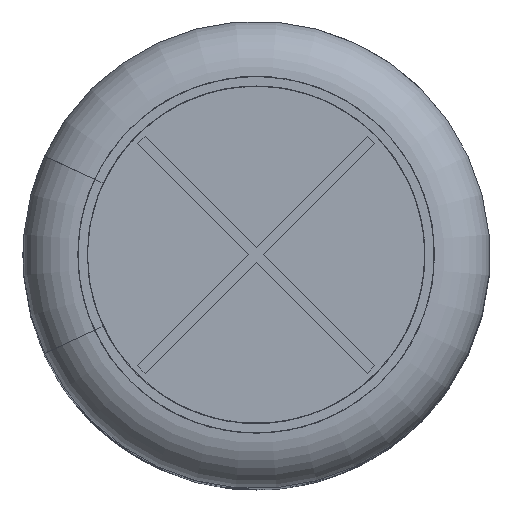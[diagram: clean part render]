
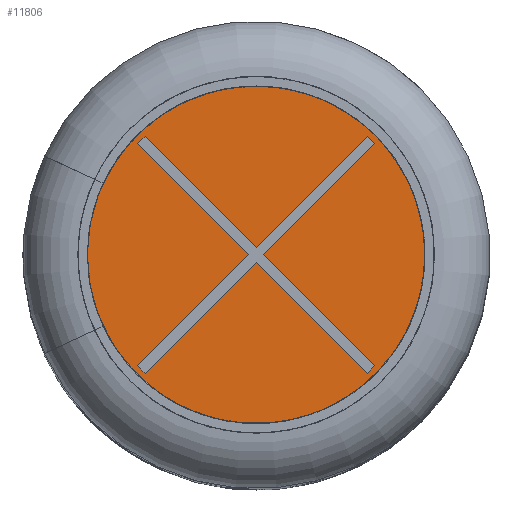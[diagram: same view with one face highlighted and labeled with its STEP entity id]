
A CAD part, top view. The second image highlights one B-rep face of the part: STEP entity #11806.
In plain terms, the highlighted planar face has unit normal (0, 0, 1).
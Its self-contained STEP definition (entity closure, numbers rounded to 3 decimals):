
#535=LINE('',#15016,#1210);
#536=LINE('',#15019,#1211);
#537=LINE('',#15021,#1212);
#538=LINE('',#15023,#1213);
#539=LINE('',#15025,#1214);
#540=LINE('',#15027,#1215);
#541=LINE('',#15029,#1216);
#542=LINE('',#15031,#1217);
#543=LINE('',#15033,#1218);
#544=LINE('',#15035,#1219);
#545=LINE('',#15037,#1220);
#546=LINE('',#15039,#1221);
#1210=VECTOR('',#12997,1000.);
#1211=VECTOR('',#12998,1000.);
#1212=VECTOR('',#12999,1000.);
#1213=VECTOR('',#13000,1000.);
#1214=VECTOR('',#13001,1000.);
#1215=VECTOR('',#13002,1000.);
#1216=VECTOR('',#13003,1000.);
#1217=VECTOR('',#13004,1000.);
#1218=VECTOR('',#13005,1000.);
#1219=VECTOR('',#13006,1000.);
#1220=VECTOR('',#13007,1000.);
#1221=VECTOR('',#13008,1000.);
#1885=ORIENTED_EDGE('',*,*,#4379,.F.);
#1886=ORIENTED_EDGE('',*,*,#4380,.T.);
#1887=ORIENTED_EDGE('',*,*,#4381,.T.);
#1888=ORIENTED_EDGE('',*,*,#4382,.T.);
#1889=ORIENTED_EDGE('',*,*,#4383,.T.);
#1890=ORIENTED_EDGE('',*,*,#4384,.T.);
#1891=ORIENTED_EDGE('',*,*,#4385,.T.);
#1892=ORIENTED_EDGE('',*,*,#4386,.T.);
#1893=ORIENTED_EDGE('',*,*,#4387,.T.);
#1894=ORIENTED_EDGE('',*,*,#4388,.T.);
#1895=ORIENTED_EDGE('',*,*,#4389,.T.);
#1896=ORIENTED_EDGE('',*,*,#4390,.T.);
#1897=ORIENTED_EDGE('',*,*,#4391,.T.);
#4379=EDGE_CURVE('',#5626,#5626,#6475,.T.);
#4380=EDGE_CURVE('',#5627,#5628,#535,.T.);
#4381=EDGE_CURVE('',#5628,#5629,#536,.T.);
#4382=EDGE_CURVE('',#5629,#5630,#537,.T.);
#4383=EDGE_CURVE('',#5630,#5631,#538,.T.);
#4384=EDGE_CURVE('',#5631,#5632,#539,.T.);
#4385=EDGE_CURVE('',#5632,#5633,#540,.T.);
#4386=EDGE_CURVE('',#5633,#5634,#541,.T.);
#4387=EDGE_CURVE('',#5634,#5635,#542,.T.);
#4388=EDGE_CURVE('',#5635,#5636,#543,.T.);
#4389=EDGE_CURVE('',#5636,#5637,#544,.T.);
#4390=EDGE_CURVE('',#5637,#5638,#545,.T.);
#4391=EDGE_CURVE('',#5638,#5627,#546,.T.);
#5626=VERTEX_POINT('',#15015);
#5627=VERTEX_POINT('',#15017);
#5628=VERTEX_POINT('',#15018);
#5629=VERTEX_POINT('',#15020);
#5630=VERTEX_POINT('',#15022);
#5631=VERTEX_POINT('',#15024);
#5632=VERTEX_POINT('',#15026);
#5633=VERTEX_POINT('',#15028);
#5634=VERTEX_POINT('',#15030);
#5635=VERTEX_POINT('',#15032);
#5636=VERTEX_POINT('',#15034);
#5637=VERTEX_POINT('',#15036);
#5638=VERTEX_POINT('',#15038);
#6475=CIRCLE('',#12320,3.054);
#6768=EDGE_LOOP('',(#1885));
#6769=EDGE_LOOP('',(#1886,#1887,#1888,#1889,#1890,#1891,#1892,#1893,#1894,
#1895,#1896,#1897));
#7378=FACE_BOUND('',#6768,.T.);
#7379=FACE_BOUND('',#6769,.T.);
#7988=PLANE('',#12319);
#11806=ADVANCED_FACE('',(#7378,#7379),#7988,.T.);
#12319=AXIS2_PLACEMENT_3D('',#15013,#12993,#12994);
#12320=AXIS2_PLACEMENT_3D('',#15014,#12995,#12996);
#12993=DIRECTION('',(0.,0.,1.));
#12994=DIRECTION('',(1.,0.,0.));
#12995=DIRECTION('',(0.,0.,-1.));
#12996=DIRECTION('',(-1.,0.,0.));
#12997=DIRECTION('',(0.707,0.707,0.));
#12998=DIRECTION('',(0.707,-0.707,0.));
#12999=DIRECTION('',(0.707,0.707,0.));
#13000=DIRECTION('',(0.707,-0.707,0.));
#13001=DIRECTION('',(-0.707,-0.707,0.));
#13002=DIRECTION('',(0.707,-0.707,0.));
#13003=DIRECTION('',(-0.707,-0.707,0.));
#13004=DIRECTION('',(-0.707,0.707,0.));
#13005=DIRECTION('',(-0.707,-0.707,0.));
#13006=DIRECTION('',(-0.707,0.707,0.));
#13007=DIRECTION('',(0.707,0.707,0.));
#13008=DIRECTION('',(-0.707,0.707,0.));
#15013=CARTESIAN_POINT('',(-3.054,0.,19.78));
#15014=CARTESIAN_POINT('',(0.,0.,19.78));
#15015=CARTESIAN_POINT('',(-3.054,0.,19.78));
#15016=CARTESIAN_POINT('',(-1.9,2.026,19.78));
#15017=CARTESIAN_POINT('',(-2.026,1.9,19.78));
#15018=CARTESIAN_POINT('',(-1.9,2.026,19.78));
#15019=CARTESIAN_POINT('',(0.,0.126,19.78));
#15020=CARTESIAN_POINT('',(0.,0.126,19.78));
#15021=CARTESIAN_POINT('',(0.,0.126,19.78));
#15022=CARTESIAN_POINT('',(1.9,2.026,19.78));
#15023=CARTESIAN_POINT('',(2.026,1.9,19.78));
#15024=CARTESIAN_POINT('',(2.026,1.9,19.78));
#15025=CARTESIAN_POINT('',(0.126,0.,19.78));
#15026=CARTESIAN_POINT('',(0.126,0.,19.78));
#15027=CARTESIAN_POINT('',(0.126,0.,19.78));
#15028=CARTESIAN_POINT('',(2.026,-1.9,19.78));
#15029=CARTESIAN_POINT('',(2.026,-1.9,19.78));
#15030=CARTESIAN_POINT('',(1.9,-2.026,19.78));
#15031=CARTESIAN_POINT('',(0.,-0.126,19.78));
#15032=CARTESIAN_POINT('',(0.,-0.126,19.78));
#15033=CARTESIAN_POINT('',(0.,-0.126,19.78));
#15034=CARTESIAN_POINT('',(-1.9,-2.026,19.78));
#15035=CARTESIAN_POINT('',(-1.9,-2.026,19.78));
#15036=CARTESIAN_POINT('',(-2.026,-1.9,19.78));
#15037=CARTESIAN_POINT('',(-0.126,0.,19.78));
#15038=CARTESIAN_POINT('',(-0.126,0.,19.78));
#15039=CARTESIAN_POINT('',(-0.126,0.,19.78));
